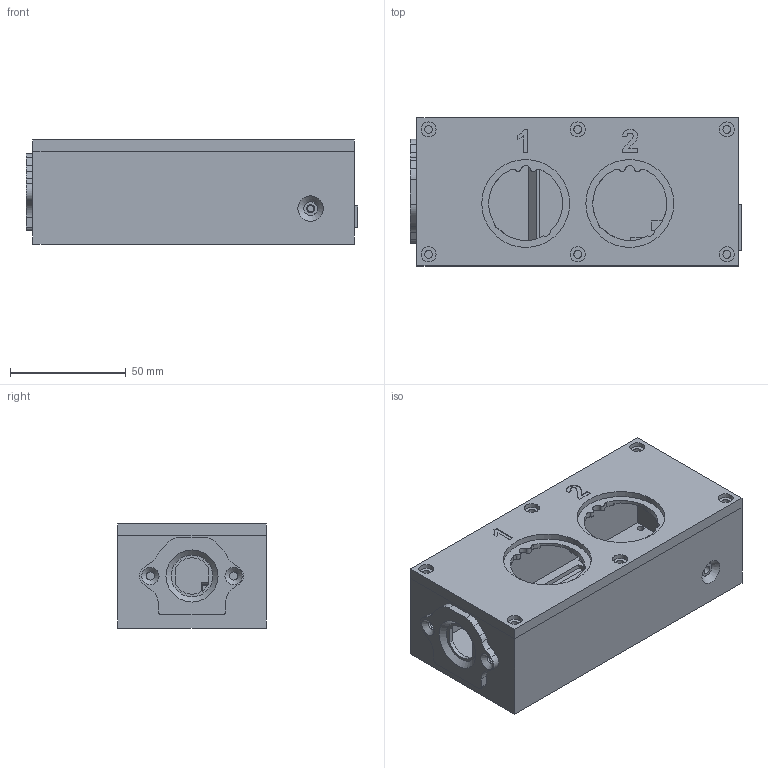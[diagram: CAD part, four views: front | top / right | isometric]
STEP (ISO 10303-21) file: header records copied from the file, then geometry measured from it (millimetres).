
FILE_DESCRIPTION(/* description */ (''),/* implementation_level */ '2;1');
FILE_NAME(/* name */ 'EmonMicro.step',/* time_stamp */ '2022-10-14T16:33:51+11:00',/* author */ (''),/* organization */ (''),/* preprocessor_version */ 'ST-DEVELOPER v19',/* originating_system */ 'Autodesk Translation Framework v11.7.0.108',/* authorisation */ '');
FILE_SCHEMA (('AUTOMOTIVE_DESIGN { 1 0 10303 214 3 1 1 }'));
Length unit declared in the file: millimetre
Products named in the file (6): EmonMicro; Enclosure Base; Enclosure Lid; Opto Shield; Port Cover; Cable Adapter
Assembly tree (5 placements, depth 2):
  EmonMicro
    Enclosure Base
    Enclosure Lid
    Opto Shield
    Port Cover
    Cable Adapter
Bounding box: 143.5 x 64 x 45 mm (x, y, z)
Volume: 174084.7 mm3; surface area: 70858.2 mm2
Topology: 5 solids, 5 shells, 580 faces, 1537 edges, 1016 vertices
Faces by surface type: plane 367, bspline 130, cylinder 73, cone 10
Full cylindrical faces by diameter (mm): 2.8 x1, 3 x1, 3.4 x6, 3.5 x3, 4.7 x8, 6.5 x6, 38 x2
Entity records: 19276 total; most frequent: CARTESIAN_POINT 5379, ORIENTED_EDGE 3074, DIRECTION 2363, EDGE_CURVE 1537, LINE 1091, VECTOR 1091, VERTEX_POINT 1016, EDGE_LOOP 661
